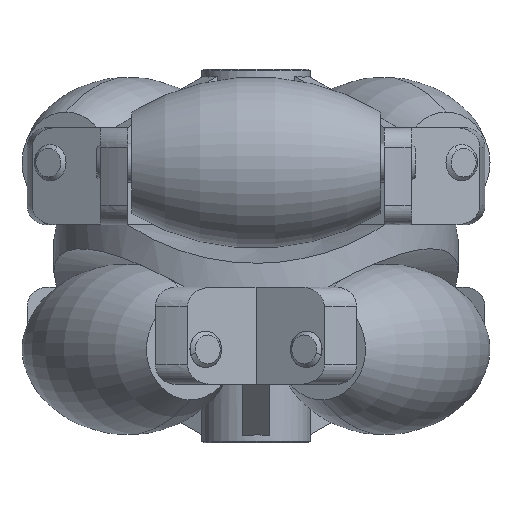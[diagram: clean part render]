
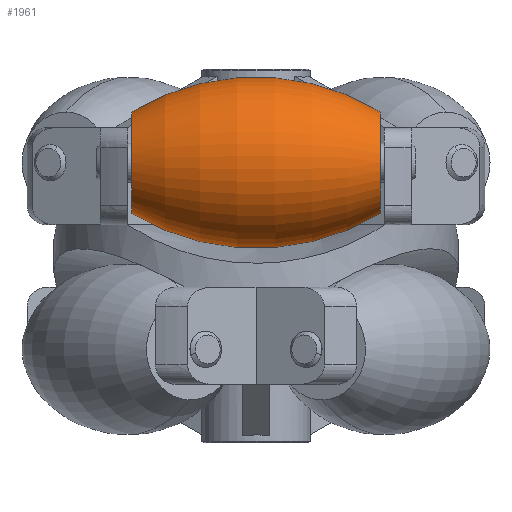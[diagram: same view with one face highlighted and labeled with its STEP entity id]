
A CAD part, front view. The second image highlights one B-rep face of the part: STEP entity #1961.
In plain terms, the highlighted toroidal (fillet/blend) face has major radius 19.694 mm and minor radius 30.694 mm.
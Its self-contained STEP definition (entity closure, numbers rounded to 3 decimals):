
#44 = DIRECTION ( 'NONE',  ( -1., 0., 0. ) ) ;
#560 = CIRCLE ( 'NONE', #1571, 30.694 ) ;
#1010 = AXIS2_PLACEMENT_3D ( 'NONE', #4174, #2118, #3184 ) ;
#1021 = AXIS2_PLACEMENT_3D ( 'NONE', #6036, #6534, #3010 ) ;
#1028 = ORIENTED_EDGE ( 'NONE', *, *, #4736, .T. ) ;
#1081 = CARTESIAN_POINT ( 'NONE',  ( 0., 0., -19.694 ) ) ;
#1127 = CIRCLE ( 'NONE', #4908, 6.5 ) ;
#1249 = FACE_OUTER_BOUND ( 'NONE', #1858, .T. ) ;
#1571 = AXIS2_PLACEMENT_3D ( 'NONE', #1081, #3189, #5617 ) ;
#1600 = CIRCLE ( 'NONE', #1021, 30.694 ) ;
#1858 = EDGE_LOOP ( 'NONE', ( #4003, #1028, #3183, #1999 ) ) ;
#1961 = ADVANCED_FACE ( 'NONE', ( #1249 ), #5034, .T. ) ;
#1999 = ORIENTED_EDGE ( 'NONE', *, *, #2714, .F. ) ;
#2118 = DIRECTION ( 'NONE',  ( -1., 0., 0. ) ) ;
#2171 = CARTESIAN_POINT ( 'NONE',  ( -16., 0., 6.5 ) ) ;
#2664 = CARTESIAN_POINT ( 'NONE',  ( 16., 0., 0. ) ) ;
#2714 = EDGE_CURVE ( 'NONE', #6011, #5047, #560, .T. ) ;
#2844 = EDGE_CURVE ( 'NONE', #5047, #6180, #1127, .T. ) ;
#2968 = CARTESIAN_POINT ( 'NONE',  ( 16., 0., -6.5 ) ) ;
#3010 = DIRECTION ( 'NONE',  ( 0., 0., 1. ) ) ;
#3166 = DIRECTION ( 'NONE',  ( 0., 0., 1. ) ) ;
#3183 = ORIENTED_EDGE ( 'NONE', *, *, #2844, .F. ) ;
#3184 = DIRECTION ( 'NONE',  ( 0., 0., 1. ) ) ;
#3189 = DIRECTION ( 'NONE',  ( 0., -1., 0. ) ) ;
#3405 = EDGE_CURVE ( 'NONE', #6011, #4738, #6410, .T. ) ;
#4003 = ORIENTED_EDGE ( 'NONE', *, *, #3405, .T. ) ;
#4174 = CARTESIAN_POINT ( 'NONE',  ( 0., 0., 0. ) ) ;
#4377 = DIRECTION ( 'NONE',  ( 0., 0., 1. ) ) ;
#4736 = EDGE_CURVE ( 'NONE', #4738, #6180, #1600, .T. ) ;
#4738 = VERTEX_POINT ( 'NONE', #2968 ) ;
#4760 = CARTESIAN_POINT ( 'NONE',  ( -16., 0., 0. ) ) ;
#4908 = AXIS2_PLACEMENT_3D ( 'NONE', #4760, #6463, #4377 ) ;
#5034 = TOROIDAL_SURFACE ( 'NONE', #1010, -19.694, 30.694 ) ;
#5047 = VERTEX_POINT ( 'NONE', #2171 ) ;
#5081 = AXIS2_PLACEMENT_3D ( 'NONE', #2664, #44, #3166 ) ;
#5617 = DIRECTION ( 'NONE',  ( 0., 0., -1. ) ) ;
#6011 = VERTEX_POINT ( 'NONE', #6380 ) ;
#6023 = CARTESIAN_POINT ( 'NONE',  ( -16., 0., -6.5 ) ) ;
#6036 = CARTESIAN_POINT ( 'NONE',  ( 0., 0., 19.694 ) ) ;
#6180 = VERTEX_POINT ( 'NONE', #6023 ) ;
#6380 = CARTESIAN_POINT ( 'NONE',  ( 16., 0., 6.5 ) ) ;
#6410 = CIRCLE ( 'NONE', #5081, 6.5 ) ;
#6463 = DIRECTION ( 'NONE',  ( -1., 0., 0. ) ) ;
#6534 = DIRECTION ( 'NONE',  ( 0., 1., 0. ) ) ;
